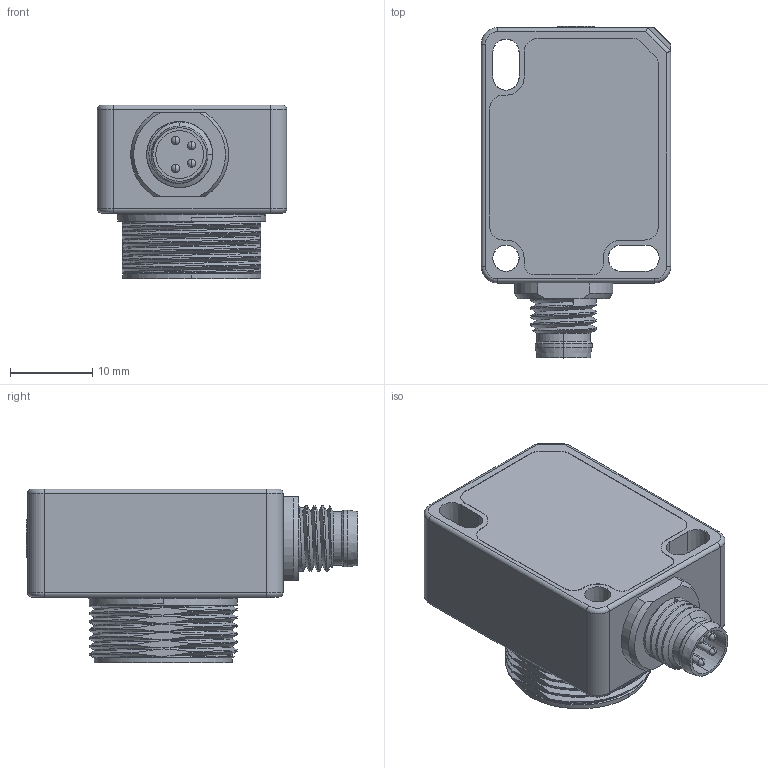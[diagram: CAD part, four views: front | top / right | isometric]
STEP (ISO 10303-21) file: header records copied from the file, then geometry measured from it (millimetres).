
FILE_DESCRIPTION((''),'2;1');
FILE_NAME('DM_CAD-2522_SCHRUMPF_ASM','2017-05-04T',('creinig-se'),(''),'PRO/ENGINEER BY PARAMETRIC TECHNOLOGY CORPORATION, 2015440','PRO/ENGINEER BY PARAMETRIC TECHNOLOGY CORPORATION, 2015440','');
FILE_SCHEMA(('CONFIG_CONTROL_DESIGN'));
Length unit declared in the file: millimetre
Products named in the file (4): DM_CAD-2575_SW0001_NEU; DM_CAD-2522_KNOPF; DM_CAD-2522_LED; DM_CAD-2522_SCHRUMPF_ASM
Assembly tree (3 placements, depth 2):
  DM_CAD-2522_SCHRUMPF_ASM
    DM_CAD-2575_SW0001_NEU
    DM_CAD-2522_KNOPF
    DM_CAD-2522_LED
Bounding box: 23 x 40.3 x 21.1 mm (x, y, z)
Volume: 10912.3 mm3; surface area: 5120.8 mm2
Topology: 7 solids, 7 shells, 706 faces, 1812 edges, 1156 vertices
Faces by surface type: plane 319, cylinder 250, cone 57, bspline 37, sphere 24, torus 19
Entity records: 31017 total; most frequent: CARTESIAN_POINT 9091, ORIENTED_EDGE 3566, DIRECTION 3248, EDGE_CURVE 1783, PRESENTATION_STYLE_ASSIGNMENT 1161, STYLED_ITEM 1161, VERTEX_POINT 1148, AXIS2_PLACEMENT_3D 1126
